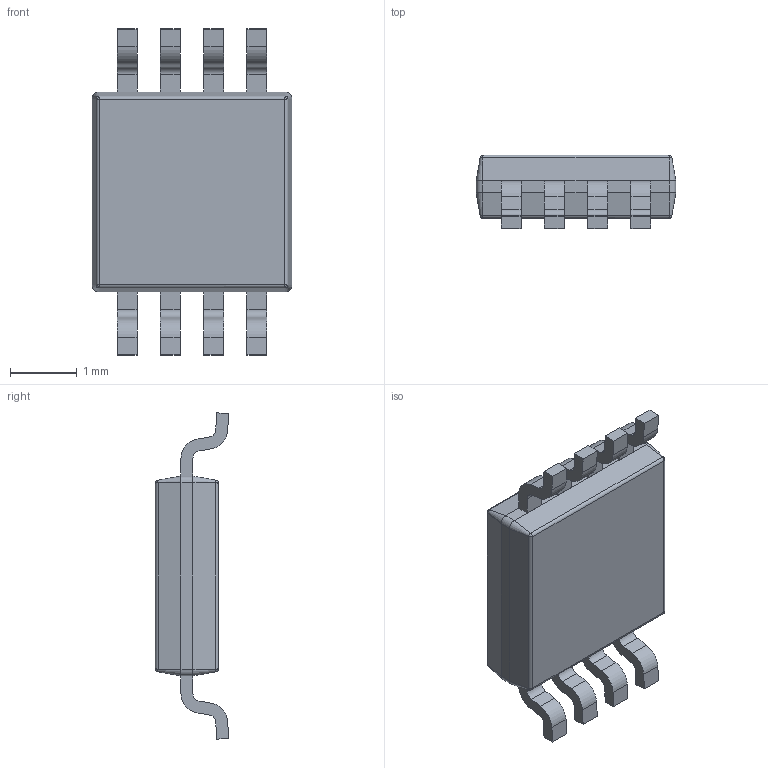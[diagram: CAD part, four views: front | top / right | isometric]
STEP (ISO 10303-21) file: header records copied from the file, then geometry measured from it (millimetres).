
FILE_DESCRIPTION (( 'STEP AP214' ), '1' );
FILE_NAME ('LTC6363IMS8-1#PBF.STEP', '2018-09-10T07:40:28', ( '' ), ( '' ), 'SwSTEP 2.0', 'SolidWorks 2017', '' );
FILE_SCHEMA (( 'AUTOMOTIVE_DESIGN' ));
Length unit declared in the file: millimetre
Products named in the file (1): LTC6363IMS8-1#PBF
Bounding box: 3 x 1.1 x 4.9 mm (x, y, z)
Volume: 8.8 mm3; surface area: 38 mm2
Topology: 9 solids, 9 shells, 157 faces, 382 edges, 236 vertices
Faces by surface type: plane 95, cylinder 46, cone 8, bspline 8
Entity records: 5314 total; most frequent: CARTESIAN_POINT 1584, ORIENTED_EDGE 748, DIRECTION 726, EDGE_CURVE 374, VECTOR 274, LINE 274, VERTEX_POINT 236, AXIS2_PLACEMENT_3D 226
